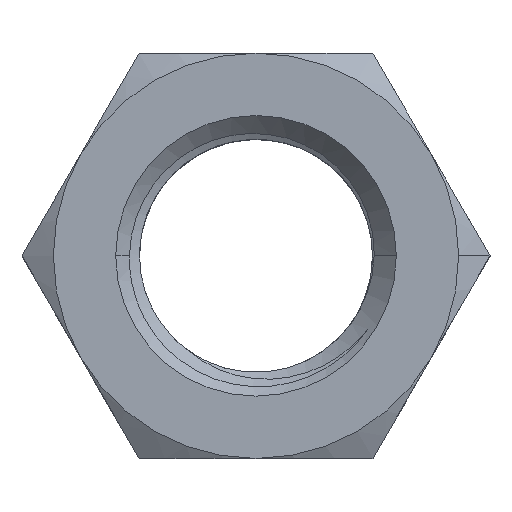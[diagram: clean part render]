
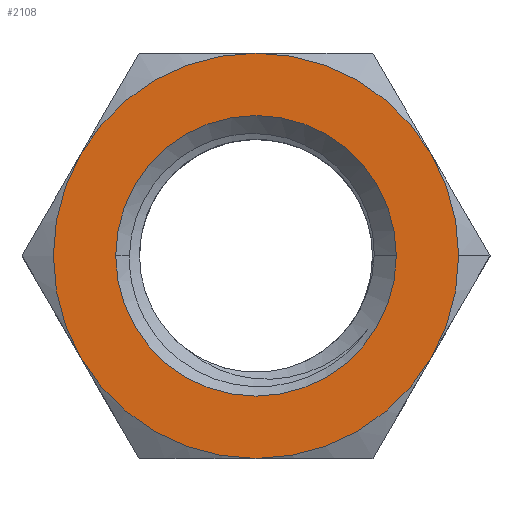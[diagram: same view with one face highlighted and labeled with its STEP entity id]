
A CAD part, top view. The second image highlights one B-rep face of the part: STEP entity #2108.
In plain terms, the highlighted planar face has unit normal (0, 0, 1).
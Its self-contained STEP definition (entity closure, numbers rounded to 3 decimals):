
#11 = ORIENTED_EDGE ( 'NONE', *, *, #1224, .T. ) ;
#19 = AXIS2_PLACEMENT_3D ( 'NONE', #1501, #3066, #1488 ) ;
#34 = DIRECTION ( 'NONE',  ( 0., 0., -1. ) ) ;
#98 = DIRECTION ( 'NONE',  ( 0., 0., 1. ) ) ;
#119 = CARTESIAN_POINT ( 'NONE',  ( 0., 42.5, 45. ) ) ;
#129 = ORIENTED_EDGE ( 'NONE', *, *, #2847, .T. ) ;
#160 = ORIENTED_EDGE ( 'NONE', *, *, #1431, .T. ) ;
#165 = AXIS2_PLACEMENT_3D ( 'NONE', #404, #3084, #3315 ) ;
#191 = DIRECTION ( 'NONE',  ( 0., 0., 1. ) ) ;
#213 = VERTEX_POINT ( 'NONE', #2568 ) ;
#243 = AXIS2_PLACEMENT_3D ( 'NONE', #2892, #1774, #712 ) ;
#274 = CARTESIAN_POINT ( 'NONE',  ( 0., 0., 45. ) ) ;
#299 = CIRCLE ( 'NONE', #243, 42.5 ) ;
#322 = EDGE_CURVE ( 'NONE', #968, #1606, #1011, .T. ) ;
#386 = VERTEX_POINT ( 'NONE', #1319 ) ;
#404 = CARTESIAN_POINT ( 'NONE',  ( 0., 0., 45. ) ) ;
#417 = DIRECTION ( 'NONE',  ( 1., 0., 0. ) ) ;
#463 = AXIS2_PLACEMENT_3D ( 'NONE', #3280, #98, #1428 ) ;
#630 = VERTEX_POINT ( 'NONE', #2352 ) ;
#651 = ORIENTED_EDGE ( 'NONE', *, *, #1508, .T. ) ;
#655 = VERTEX_POINT ( 'NONE', #2109 ) ;
#664 = FACE_OUTER_BOUND ( 'NONE', #3210, .T. ) ;
#712 = DIRECTION ( 'NONE',  ( 1., 0., 0. ) ) ;
#749 = EDGE_CURVE ( 'NONE', #2803, #630, #2956, .T. ) ;
#823 = CARTESIAN_POINT ( 'NONE',  ( 0., 0., 45. ) ) ;
#829 = DIRECTION ( 'NONE',  ( 0., 0., 1. ) ) ;
#831 = CIRCLE ( 'NONE', #2215, 29.425 ) ;
#851 = CIRCLE ( 'NONE', #165, 42.5 ) ;
#857 = AXIS2_PLACEMENT_3D ( 'NONE', #274, #1345, #2638 ) ;
#955 = AXIS2_PLACEMENT_3D ( 'NONE', #1752, #2013, #417 ) ;
#958 = AXIS2_PLACEMENT_3D ( 'NONE', #2357, #191, #1291 ) ;
#968 = VERTEX_POINT ( 'NONE', #119 ) ;
#1011 = CIRCLE ( 'NONE', #857, 42.5 ) ;
#1093 = CARTESIAN_POINT ( 'NONE',  ( 0., 0., 45. ) ) ;
#1101 = EDGE_CURVE ( 'NONE', #1600, #2533, #1922, .T. ) ;
#1224 = EDGE_CURVE ( 'NONE', #1606, #2803, #851, .T. ) ;
#1291 = DIRECTION ( 'NONE',  ( 1., 0., 0. ) ) ;
#1319 = CARTESIAN_POINT ( 'NONE',  ( -29.425, 0., 45. ) ) ;
#1336 = DIRECTION ( 'NONE',  ( 0., 0., 1. ) ) ;
#1345 = DIRECTION ( 'NONE',  ( 0., 0., 1. ) ) ;
#1428 = DIRECTION ( 'NONE',  ( 1., 0., 0. ) ) ;
#1431 = EDGE_CURVE ( 'NONE', #386, #655, #2724, .T. ) ;
#1488 = DIRECTION ( 'NONE',  ( 1., 0., 0. ) ) ;
#1501 = CARTESIAN_POINT ( 'NONE',  ( 0., 0., 45. ) ) ;
#1508 = EDGE_CURVE ( 'NONE', #2533, #213, #299, .T. ) ;
#1532 = CARTESIAN_POINT ( 'NONE',  ( 42.5, 0., 45. ) ) ;
#1600 = VERTEX_POINT ( 'NONE', #2338 ) ;
#1606 = VERTEX_POINT ( 'NONE', #1811 ) ;
#1752 = CARTESIAN_POINT ( 'NONE',  ( 0., 0., 45. ) ) ;
#1774 = DIRECTION ( 'NONE',  ( 0., 0., 1. ) ) ;
#1811 = CARTESIAN_POINT ( 'NONE',  ( -36.806, 21.25, 45. ) ) ;
#1839 = FACE_BOUND ( 'NONE', #3181, .T. ) ;
#1863 = DIRECTION ( 'NONE',  ( 1., 0., 0. ) ) ;
#1881 = ORIENTED_EDGE ( 'NONE', *, *, #2429, .T. ) ;
#1895 = EDGE_CURVE ( 'NONE', #630, #1600, #2168, .T. ) ;
#1922 = CIRCLE ( 'NONE', #463, 42.5 ) ;
#1971 = ORIENTED_EDGE ( 'NONE', *, *, #749, .T. ) ;
#2013 = DIRECTION ( 'NONE',  ( 0., 0., -1. ) ) ;
#2108 = ADVANCED_FACE ( 'NONE', ( #1839, #664 ), #2139, .T. ) ;
#2109 = CARTESIAN_POINT ( 'NONE',  ( 29.425, 0., 45. ) ) ;
#2139 = PLANE ( 'NONE',  #3101 ) ;
#2168 = CIRCLE ( 'NONE', #958, 42.5 ) ;
#2215 = AXIS2_PLACEMENT_3D ( 'NONE', #823, #34, #1863 ) ;
#2245 = CIRCLE ( 'NONE', #19, 42.5 ) ;
#2323 = ORIENTED_EDGE ( 'NONE', *, *, #1101, .T. ) ;
#2338 = CARTESIAN_POINT ( 'NONE',  ( 36.806, -21.25, 45. ) ) ;
#2342 = CARTESIAN_POINT ( 'NONE',  ( -36.806, -21.25, 45. ) ) ;
#2352 = CARTESIAN_POINT ( 'NONE',  ( 0., -42.5, 45. ) ) ;
#2357 = CARTESIAN_POINT ( 'NONE',  ( 0., 0., 45. ) ) ;
#2429 = EDGE_CURVE ( 'NONE', #213, #968, #2245, .T. ) ;
#2533 = VERTEX_POINT ( 'NONE', #1532 ) ;
#2568 = CARTESIAN_POINT ( 'NONE',  ( 36.806, 21.25, 45. ) ) ;
#2627 = AXIS2_PLACEMENT_3D ( 'NONE', #1093, #829, #2935 ) ;
#2638 = DIRECTION ( 'NONE',  ( 1., 0., 0. ) ) ;
#2642 = ORIENTED_EDGE ( 'NONE', *, *, #1895, .T. ) ;
#2724 = CIRCLE ( 'NONE', #955, 29.425 ) ;
#2778 = ORIENTED_EDGE ( 'NONE', *, *, #322, .T. ) ;
#2803 = VERTEX_POINT ( 'NONE', #2342 ) ;
#2847 = EDGE_CURVE ( 'NONE', #655, #386, #831, .T. ) ;
#2892 = CARTESIAN_POINT ( 'NONE',  ( 0., 0., 45. ) ) ;
#2916 = CARTESIAN_POINT ( 'NONE',  ( 0., 0., 45. ) ) ;
#2935 = DIRECTION ( 'NONE',  ( 1., 0., 0. ) ) ;
#2956 = CIRCLE ( 'NONE', #2627, 42.5 ) ;
#3066 = DIRECTION ( 'NONE',  ( 0., 0., 1. ) ) ;
#3084 = DIRECTION ( 'NONE',  ( 0., 0., 1. ) ) ;
#3101 = AXIS2_PLACEMENT_3D ( 'NONE', #2916, #1336, #3169 ) ;
#3169 = DIRECTION ( 'NONE',  ( 1., 0., 0. ) ) ;
#3181 = EDGE_LOOP ( 'NONE', ( #129, #160 ) ) ;
#3210 = EDGE_LOOP ( 'NONE', ( #2323, #651, #1881, #2778, #11, #1971, #2642 ) ) ;
#3280 = CARTESIAN_POINT ( 'NONE',  ( 0., 0., 45. ) ) ;
#3315 = DIRECTION ( 'NONE',  ( 1., 0., 0. ) ) ;
